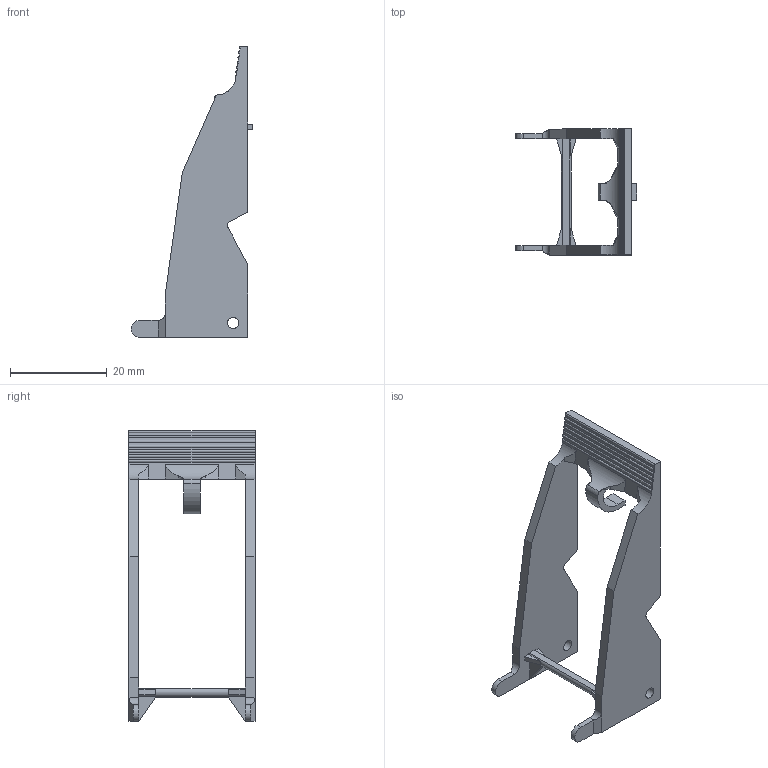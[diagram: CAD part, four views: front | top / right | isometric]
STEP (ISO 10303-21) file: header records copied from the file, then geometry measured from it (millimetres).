
FILE_DESCRIPTION(/* description */ (''),/* implementation_level */ '2;1');
FILE_NAME(/* name */ 'B-35.stp',/* time_stamp */ '2021-01-21T08:24:54+08:00',/* author */ (''),/* organization */ (''),/* preprocessor_version */ 'ST-DEVELOPER v11',/* originating_system */ 'SIEMENS UGS NX 6.0',/* authorisation */ '');
FILE_SCHEMA (('CONFIG_CONTROL_DESIGN'));
Length unit declared in the file: millimetre
Products named in the file (1): B-35
Bounding box: 25 x 26 x 60 mm (x, y, z)
Volume: 3489.4 mm3; surface area: 4341 mm2
Topology: 1 solids, 1 shells, 101 faces, 291 edges, 190 vertices
Faces by surface type: plane 74, cylinder 27
Full cylindrical faces by diameter (mm): 2.3 x2
Entity records: 3390 total; most frequent: CARTESIAN_POINT 598, ORIENTED_EDGE 574, DIRECTION 563, EDGE_CURVE 287, LINE 211, VECTOR 211, VERTEX_POINT 188, AXIS2_PLACEMENT_3D 176
